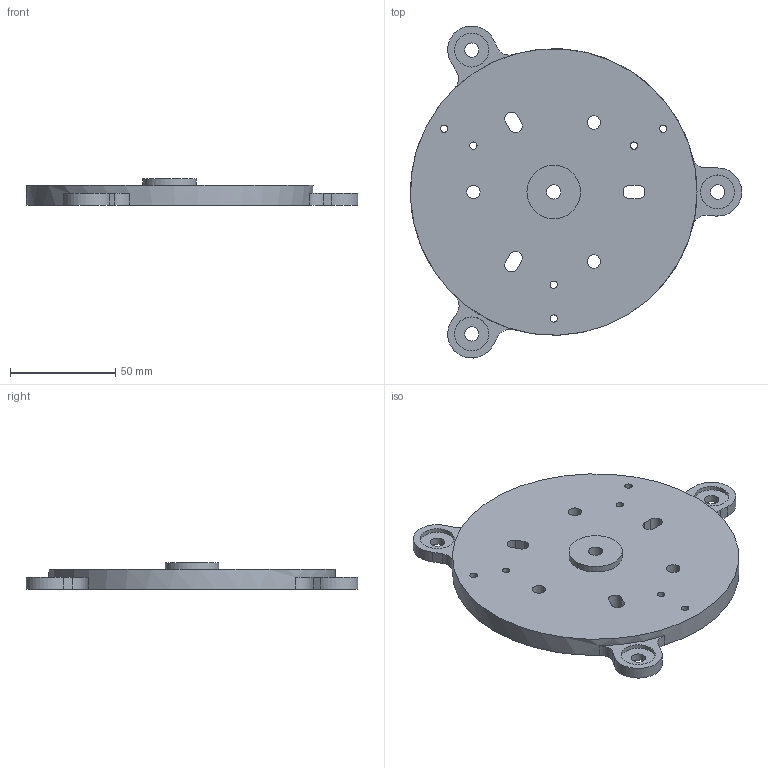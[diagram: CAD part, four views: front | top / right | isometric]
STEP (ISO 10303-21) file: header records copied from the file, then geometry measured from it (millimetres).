
FILE_DESCRIPTION(/* description */ ('STEP AP242','CAx-IF Rec.Pracs.---Representation and Presentation of Product Manufacturing Information (PMI)---4.0---2014-10-13','CAx-IF Rec.Pracs.---3D Tessellated Geometry---0.4---2014-09-14','2;1'),/* implementation_level */ '2;1');
FILE_NAME(/* name */ '61f7fb77b054833dab2cfbf2',/* time_stamp */ '2022-01-31T15:08:40+00:00',/* author */ (''),/* organization */ (''),/* preprocessor_version */ 'ST-DEVELOPER v18.101',/* originating_system */ ' ',/* authorisation */ ' ');
FILE_SCHEMA (('AP242_MANAGED_MODEL_BASED_3D_ENGINEERING_MIM_LF { 1 0 10303 442 1 1 4 }'));
Length unit declared in the file: metre
Products named in the file (1): Hexapod Base
Bounding box: 157.17 x 157.51 x 12.57 mm (x, y, z)
Volume: 140055.9 mm3; surface area: 38431.1 mm2
Topology: 1 solids, 1 shells, 56 faces, 159 edges, 110 vertices
Faces by surface type: cylinder 34, plane 22
Full cylindrical faces by diameter (mm): 3.454 x6, 6.35 x3, 6.756 x4, 11.113 x1, 16.129 x3, 25.4 x1, 136 x1
Entity records: 1746 total; most frequent: DIRECTION 314, CARTESIAN_POINT 281, ORIENTED_EDGE 254, AXIS2_PLACEMENT_3D 130, EDGE_CURVE 127, EDGE_LOOP 112, FACE_BOUND 112, VERTEX_POINT 97
